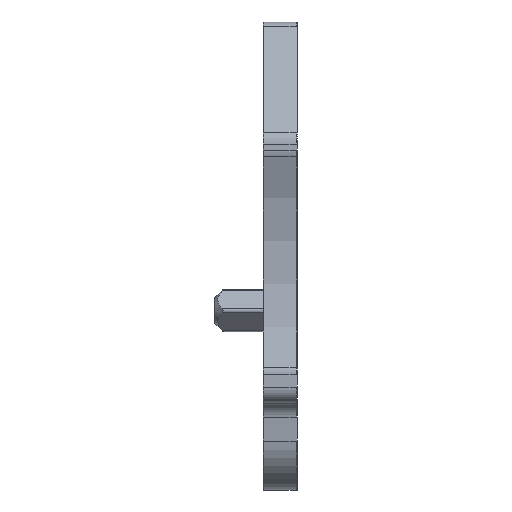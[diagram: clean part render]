
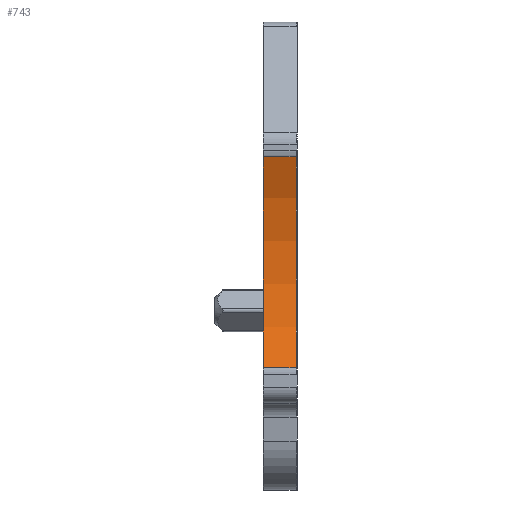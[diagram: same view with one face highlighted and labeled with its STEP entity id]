
A CAD part, front view. The second image highlights one B-rep face of the part: STEP entity #743.
In plain terms, the highlighted cylindrical face has radius 15.97 mm (diameter 31.939 mm), a partial arc.
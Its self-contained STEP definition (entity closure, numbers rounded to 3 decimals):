
#565=AXIS2_PLACEMENT_3D('Circle Axis2P3D',#563,#564,$) ;
#723=AXIS2_PLACEMENT_3D('Cylinder Axis2P3D',#720,#721,#722) ;
#727=AXIS2_PLACEMENT_3D('Circle Axis2P3D',#725,#726,$) ;
#560=CARTESIAN_POINT('Vertex',(3.,0.088,7.593)) ;
#563=CARTESIAN_POINT('Axis2P3D Location',(3.,-14.469,14.157)) ;
#567=CARTESIAN_POINT('Vertex',(3.,0.088,20.722)) ;
#701=CARTESIAN_POINT('Line Origine',(4.05,0.088,20.722)) ;
#705=CARTESIAN_POINT('Vertex',(5.05,0.088,20.722)) ;
#720=CARTESIAN_POINT('Axis2P3D Location',(4.05,-14.469,14.157)) ;
#725=CARTESIAN_POINT('Axis2P3D Location',(5.05,-14.469,14.157)) ;
#729=CARTESIAN_POINT('Vertex',(5.05,0.088,7.593)) ;
#732=CARTESIAN_POINT('Line Origine',(4.05,0.088,7.593)) ;
#564=DIRECTION('Axis2P3D Direction',(1.,0.,0.)) ;
#702=DIRECTION('Vector Direction',(1.,0.,0.)) ;
#721=DIRECTION('Axis2P3D Direction',(1.,0.,0.)) ;
#722=DIRECTION('Axis2P3D XDirection',(0.,0.912,-0.411)) ;
#726=DIRECTION('Axis2P3D Direction',(1.,0.,0.)) ;
#733=DIRECTION('Vector Direction',(1.,0.,0.)) ;
#703=VECTOR('Line Direction',#702,1.) ;
#734=VECTOR('Line Direction',#733,1.) ;
#738=ORIENTED_EDGE('',*,*,#731,.F.) ;
#739=ORIENTED_EDGE('',*,*,#707,.F.) ;
#740=ORIENTED_EDGE('',*,*,#569,.F.) ;
#741=ORIENTED_EDGE('',*,*,#736,.T.) ;
#743=ADVANCED_FACE('ALEP_2C_2-5',(#742),#724,.F.) ;
#566=CIRCLE('generated circle',#565,15.969) ;
#728=CIRCLE('generated circle',#727,15.969) ;
#724=CYLINDRICAL_SURFACE('generated cylinder',#723,15.969) ;
#569=EDGE_CURVE('',#561,#568,#566,.T.) ;
#707=EDGE_CURVE('',#568,#706,#704,.T.) ;
#731=EDGE_CURVE('',#706,#730,#728,.F.) ;
#736=EDGE_CURVE('',#561,#730,#735,.T.) ;
#737=EDGE_LOOP('',(#738,#739,#740,#741)) ;
#742=FACE_OUTER_BOUND('',#737,.T.) ;
#704=LINE('Line',#701,#703) ;
#735=LINE('Line',#732,#734) ;
#561=VERTEX_POINT('',#560) ;
#568=VERTEX_POINT('',#567) ;
#706=VERTEX_POINT('',#705) ;
#730=VERTEX_POINT('',#729) ;
